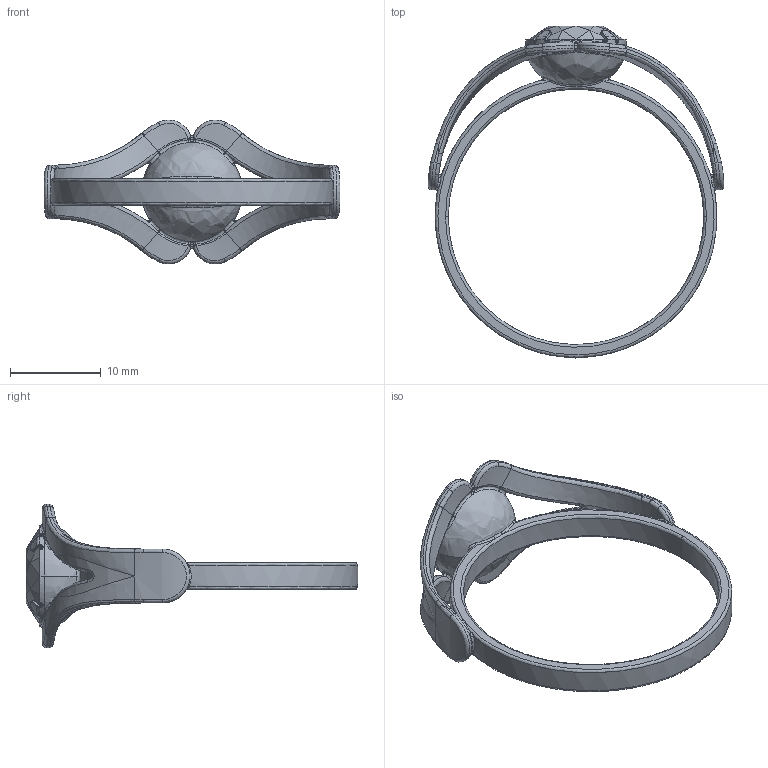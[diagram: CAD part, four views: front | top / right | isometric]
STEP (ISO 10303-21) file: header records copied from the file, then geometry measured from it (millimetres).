
FILE_DESCRIPTION(('FreeCAD Model'),'2;1');
FILE_NAME('Open CASCADE Shape Model','2025-04-27T19:05:25',('FreeCAD'),( 'FreeCAD'),'Open CASCADE STEP processor 7.6','FreeCAD','Unknown');
FILE_SCHEMA(('AUTOMOTIVE_DESIGN { 1 0 10303 214 1 1 1 1 }'));
Products named in the file (1): Open CASCADE STEP translator 7.6 1
Bounding box: 32.64 x 36.64 x 15.88 mm (x, y, z)
Volume: 1053.1 mm3; surface area: 2406.3 mm2
Topology: 3 solids, 3 shells, 674 faces, 1540 edges, 862 vertices
Faces by surface type: bspline 674
Entity records: 45946 total; most frequent: CARTESIAN_POINT 37253, ORIENTED_EDGE 3080, EDGE_CURVE 1540, B_SPLINE_CURVE_WITH_KNOTS 1025, VERTEX_POINT 862, ADVANCED_FACE 674, FACE_BOUND 674, EDGE_LOOP 674
